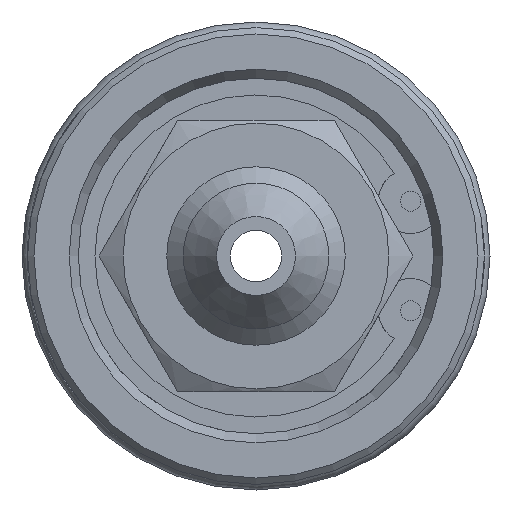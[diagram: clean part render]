
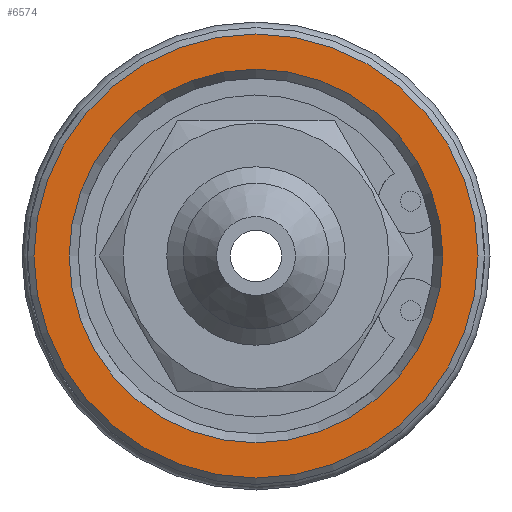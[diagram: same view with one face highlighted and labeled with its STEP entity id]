
A CAD part, left-side view. The second image highlights one B-rep face of the part: STEP entity #6574.
In plain terms, the highlighted planar face has unit normal (-1, 0, 0).
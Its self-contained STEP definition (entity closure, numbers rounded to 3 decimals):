
#719=FACE_BOUND('',#1597,.T.);
#824=PLANE('',#7058);
#1186=FACE_OUTER_BOUND('',#1596,.T.);
#1596=EDGE_LOOP('',(#6100));
#1597=EDGE_LOOP('',(#6101,#6102));
#2560=CIRCLE('',#7056,13.785);
#2561=CIRCLE('',#7059,11.6);
#2562=CIRCLE('',#7060,11.6);
#3216=VERTEX_POINT('',#16932);
#3217=VERTEX_POINT('',#16937);
#3218=VERTEX_POINT('',#16938);
#4187=EDGE_CURVE('',#3216,#3216,#2560,.T.);
#4188=EDGE_CURVE('',#3217,#3218,#2561,.T.);
#4189=EDGE_CURVE('',#3218,#3217,#2562,.T.);
#6100=ORIENTED_EDGE('',*,*,#4187,.F.);
#6101=ORIENTED_EDGE('',*,*,#4188,.T.);
#6102=ORIENTED_EDGE('',*,*,#4189,.T.);
#6574=ADVANCED_FACE('',(#1186,#719),#824,.T.);
#7056=AXIS2_PLACEMENT_3D('',#16934,#8334,#8335);
#7058=AXIS2_PLACEMENT_3D('',#16936,#8338,#8339);
#7059=AXIS2_PLACEMENT_3D('',#16939,#8340,#8341);
#7060=AXIS2_PLACEMENT_3D('',#16940,#8342,#8343);
#8334=DIRECTION('center_axis',(1.,0.,0.));
#8335=DIRECTION('ref_axis',(0.,-1.,0.));
#8338=DIRECTION('center_axis',(-1.,0.,0.));
#8339=DIRECTION('ref_axis',(0.,0.,1.));
#8340=DIRECTION('center_axis',(1.,0.,0.));
#8341=DIRECTION('ref_axis',(0.,1.,0.));
#8342=DIRECTION('center_axis',(1.,0.,0.));
#8343=DIRECTION('ref_axis',(0.,1.,0.));
#16932=CARTESIAN_POINT('',(0.,13.785,0.));
#16934=CARTESIAN_POINT('Origin',(0.,0.,0.));
#16936=CARTESIAN_POINT('Origin',(0.,7.093,0.));
#16937=CARTESIAN_POINT('',(0.,11.6,0.));
#16938=CARTESIAN_POINT('',(0.,-11.6,0.));
#16939=CARTESIAN_POINT('Origin',(0.,0.,0.));
#16940=CARTESIAN_POINT('Origin',(0.,0.,0.));
